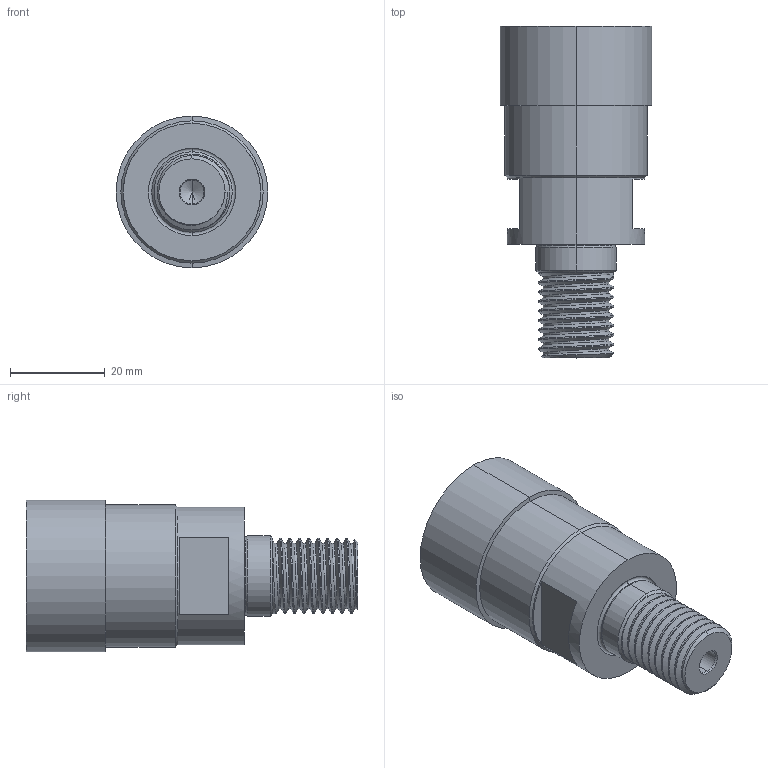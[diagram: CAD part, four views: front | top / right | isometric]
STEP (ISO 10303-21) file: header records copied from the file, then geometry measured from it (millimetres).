
FILE_DESCRIPTION (( 'STEP AP214' ), '1' );
FILE_NAME ('730 MO D 32-3.STEP', '2020-05-05T10:34:44', ( '' ), ( '' ), 'SwSTEP 2.0', 'SolidWorks 2016', '' );
FILE_SCHEMA (( 'AUTOMOTIVE_DESIGN' ));
Length unit declared in the file: millimetre
Products named in the file (1): 730 MO D 32-3
Bounding box: 32 x 70 x 32 mm (x, y, z)
Volume: 35999.6 mm3; surface area: 8435.7 mm2
Topology: 1 solids, 1 shells, 64 faces, 152 edges, 92 vertices
Faces by surface type: cylinder 28, cone 17, plane 11, torus 4, bspline 4
Entity records: 4004 total; most frequent: CARTESIAN_POINT 2611, ORIENTED_EDGE 300, DIRECTION 274, EDGE_CURVE 150, AXIS2_PLACEMENT_3D 107, VERTEX_POINT 92, EDGE_LOOP 68, ADVANCED_FACE 64
